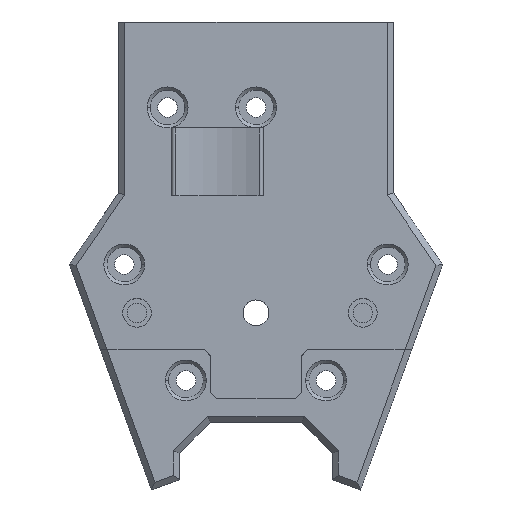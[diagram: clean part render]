
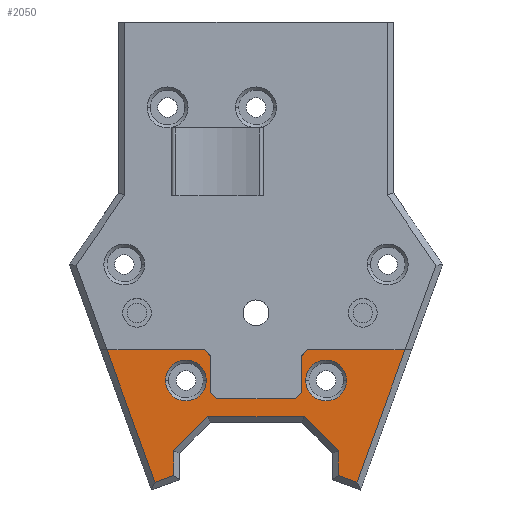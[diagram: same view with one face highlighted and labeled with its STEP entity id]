
A CAD part, top view. The second image highlights one B-rep face of the part: STEP entity #2050.
In plain terms, the highlighted planar face has unit normal (0, 0, 1).
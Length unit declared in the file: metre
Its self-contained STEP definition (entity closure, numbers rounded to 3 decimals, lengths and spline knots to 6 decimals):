
#69=PLANE('',#2261);
#131=LINE('',#3130,#318);
#135=LINE('',#3139,#322);
#139=LINE('',#3148,#326);
#143=LINE('',#3157,#330);
#147=LINE('',#3176,#334);
#149=LINE('',#3179,#336);
#152=LINE('',#3183,#339);
#202=LINE('',#3334,#389);
#205=LINE('',#3340,#392);
#208=LINE('',#3346,#395);
#211=LINE('',#3352,#398);
#213=LINE('',#3357,#400);
#218=LINE('',#3367,#405);
#221=LINE('',#3373,#408);
#224=LINE('',#3379,#411);
#225=LINE('',#3381,#412);
#238=LINE('',#3424,#425);
#270=LINE('',#3487,#457);
#318=VECTOR('',#2486,1.);
#322=VECTOR('',#2492,1.);
#326=VECTOR('',#2498,1.);
#330=VECTOR('',#2504,1.);
#334=VECTOR('',#2530,1.);
#336=VECTOR('',#2534,1.);
#339=VECTOR('',#2539,1.);
#389=VECTOR('',#2683,1.);
#392=VECTOR('',#2688,1.);
#395=VECTOR('',#2693,1.);
#398=VECTOR('',#2698,1.);
#400=VECTOR('',#2702,1.);
#405=VECTOR('',#2709,1.);
#408=VECTOR('',#2714,1.);
#411=VECTOR('',#2719,1.);
#412=VECTOR('',#2722,1.);
#425=VECTOR('',#2779,1.);
#457=VECTOR('',#2845,1.);
#859=ORIENTED_EDGE('',*,*,#1308,.F.);
#860=ORIENTED_EDGE('',*,*,#1063,.F.);
#861=ORIENTED_EDGE('',*,*,#1309,.F.);
#862=ORIENTED_EDGE('',*,*,#1059,.F.);
#863=ORIENTED_EDGE('',*,*,#1154,.T.);
#864=ORIENTED_EDGE('',*,*,#1139,.F.);
#865=ORIENTED_EDGE('',*,*,#1310,.F.);
#866=ORIENTED_EDGE('',*,*,#1237,.T.);
#867=ORIENTED_EDGE('',*,*,#1234,.T.);
#868=ORIENTED_EDGE('',*,*,#1231,.T.);
#869=ORIENTED_EDGE('',*,*,#1228,.T.);
#870=ORIENTED_EDGE('',*,*,#1251,.T.);
#871=ORIENTED_EDGE('',*,*,#1250,.T.);
#872=ORIENTED_EDGE('',*,*,#1247,.T.);
#873=ORIENTED_EDGE('',*,*,#1244,.T.);
#874=ORIENTED_EDGE('',*,*,#1239,.T.);
#875=ORIENTED_EDGE('',*,*,#1276,.F.);
#876=ORIENTED_EDGE('',*,*,#1135,.T.);
#877=ORIENTED_EDGE('',*,*,#1151,.F.);
#878=ORIENTED_EDGE('',*,*,#1131,.T.);
#879=ORIENTED_EDGE('',*,*,#1149,.F.);
#880=ORIENTED_EDGE('',*,*,#1127,.F.);
#1059=EDGE_CURVE('',#1350,#1351,#1529,.T.);
#1063=EDGE_CURVE('',#1354,#1355,#1531,.T.);
#1127=EDGE_CURVE('',#1412,#1413,#131,.T.);
#1131=EDGE_CURVE('',#1416,#1417,#135,.T.);
#1135=EDGE_CURVE('',#1420,#1421,#139,.T.);
#1139=EDGE_CURVE('',#1424,#1425,#143,.T.);
#1149=EDGE_CURVE('',#1413,#1417,#147,.T.);
#1151=EDGE_CURVE('',#1416,#1421,#149,.T.);
#1154=EDGE_CURVE('',#1412,#1425,#152,.T.);
#1228=EDGE_CURVE('',#1479,#1481,#202,.T.);
#1231=EDGE_CURVE('',#1482,#1479,#205,.T.);
#1234=EDGE_CURVE('',#1485,#1482,#208,.T.);
#1237=EDGE_CURVE('',#1486,#1485,#211,.T.);
#1239=EDGE_CURVE('',#1490,#1489,#213,.T.);
#1244=EDGE_CURVE('',#1493,#1490,#218,.T.);
#1247=EDGE_CURVE('',#1495,#1493,#221,.T.);
#1250=EDGE_CURVE('',#1496,#1495,#224,.T.);
#1251=EDGE_CURVE('',#1481,#1496,#225,.T.);
#1276=EDGE_CURVE('',#1420,#1489,#238,.T.);
#1308=EDGE_CURVE('',#1355,#1354,#1602,.T.);
#1309=EDGE_CURVE('',#1351,#1350,#1603,.T.);
#1310=EDGE_CURVE('',#1486,#1424,#270,.T.);
#1350=VERTEX_POINT('',#2981);
#1351=VERTEX_POINT('',#2983);
#1354=VERTEX_POINT('',#2990);
#1355=VERTEX_POINT('',#2992);
#1412=VERTEX_POINT('',#3131);
#1413=VERTEX_POINT('',#3132);
#1416=VERTEX_POINT('',#3140);
#1417=VERTEX_POINT('',#3141);
#1420=VERTEX_POINT('',#3149);
#1421=VERTEX_POINT('',#3150);
#1424=VERTEX_POINT('',#3158);
#1425=VERTEX_POINT('',#3159);
#1479=VERTEX_POINT('',#3329);
#1481=VERTEX_POINT('',#3333);
#1482=VERTEX_POINT('',#3337);
#1485=VERTEX_POINT('',#3344);
#1486=VERTEX_POINT('',#3349);
#1489=VERTEX_POINT('',#3356);
#1490=VERTEX_POINT('',#3358);
#1493=VERTEX_POINT('',#3365);
#1495=VERTEX_POINT('',#3371);
#1496=VERTEX_POINT('',#3376);
#1529=CIRCLE('',#2104,0.00335);
#1531=CIRCLE('',#2107,0.00335);
#1602=CIRCLE('',#2262,0.00335);
#1603=CIRCLE('',#2263,0.00335);
#1727=EDGE_LOOP('',(#859,#860));
#1728=EDGE_LOOP('',(#861,#862));
#1729=EDGE_LOOP('',(#863,#864,#865,#866,#867,#868,#869,#870,#871,#872,#873,
#874,#875,#876,#877,#878,#879,#880));
#1874=FACE_BOUND('',#1727,.T.);
#1875=FACE_BOUND('',#1728,.T.);
#1876=FACE_BOUND('',#1729,.T.);
#2050=ADVANCED_FACE('',(#1874,#1875,#1876),#69,.T.);
#2104=AXIS2_PLACEMENT_3D('',#2982,#2349,#2350);
#2107=AXIS2_PLACEMENT_3D('',#2991,#2357,#2358);
#2261=AXIS2_PLACEMENT_3D('',#3484,#2839,#2840);
#2262=AXIS2_PLACEMENT_3D('',#3485,#2841,#2842);
#2263=AXIS2_PLACEMENT_3D('',#3486,#2843,#2844);
#2349=DIRECTION('',(0.,0.,1.));
#2350=DIRECTION('',(1.,0.,0.));
#2357=DIRECTION('',(0.,0.,1.));
#2358=DIRECTION('',(1.,0.,0.));
#2486=DIRECTION('',(0.707,-0.707,0.));
#2492=DIRECTION('',(-0.707,-0.707,0.));
#2498=DIRECTION('',(-0.707,-0.707,0.));
#2504=DIRECTION('',(0.707,-0.707,0.));
#2530=DIRECTION('',(1.,0.,0.));
#2534=DIRECTION('',(0.,1.,0.));
#2539=DIRECTION('',(0.,1.,0.));
#2683=DIRECTION('',(0.707,0.707,0.));
#2688=DIRECTION('',(0.,1.,0.));
#2693=DIRECTION('',(0.94,0.342,0.));
#2698=DIRECTION('',(0.342,-0.94,0.));
#2702=DIRECTION('',(0.342,0.94,0.));
#2709=DIRECTION('',(0.94,-0.342,0.));
#2714=DIRECTION('',(0.,-1.,0.));
#2719=DIRECTION('',(0.707,-0.707,0.));
#2722=DIRECTION('',(1.,0.,0.));
#2779=DIRECTION('',(1.,0.,0.));
#2839=DIRECTION('',(0.,0.,1.));
#2840=DIRECTION('',(1.,0.,0.));
#2841=DIRECTION('',(0.,0.,1.));
#2842=DIRECTION('',(1.,0.,0.));
#2843=DIRECTION('',(0.,0.,1.));
#2844=DIRECTION('',(1.,0.,0.));
#2845=DIRECTION('',(1.,0.,0.));
#2981=CARTESIAN_POINT('',(0.211854,0.138233,0.148238));
#2982=CARTESIAN_POINT('',(0.215204,0.138233,0.148238));
#2983=CARTESIAN_POINT('',(0.218554,0.138233,0.148238));
#2990=CARTESIAN_POINT('',(0.234841,0.138233,0.148238));
#2991=CARTESIAN_POINT('',(0.238191,0.138233,0.148238));
#2992=CARTESIAN_POINT('',(0.241541,0.138233,0.148238));
#3130=CARTESIAN_POINT('',(0.219283,0.136233,0.148238));
#3131=CARTESIAN_POINT('',(0.219283,0.136233,0.148238));
#3132=CARTESIAN_POINT('',(0.220283,0.135233,0.148238));
#3139=CARTESIAN_POINT('',(0.233111,0.135233,0.148238));
#3140=CARTESIAN_POINT('',(0.234111,0.136233,0.148238));
#3141=CARTESIAN_POINT('',(0.233111,0.135233,0.148238));
#3148=CARTESIAN_POINT('',(0.238601,0.146723,0.148238));
#3149=CARTESIAN_POINT('',(0.235111,0.143233,0.148238));
#3150=CARTESIAN_POINT('',(0.234111,0.142233,0.148238));
#3157=CARTESIAN_POINT('',(0.214793,0.146723,0.148238));
#3158=CARTESIAN_POINT('',(0.218283,0.143233,0.148238));
#3159=CARTESIAN_POINT('',(0.219283,0.142233,0.148238));
#3176=CARTESIAN_POINT('',(0.226697,0.135233,0.148238));
#3179=CARTESIAN_POINT('',(0.234111,0.135233,0.148238));
#3183=CARTESIAN_POINT('',(0.219283,0.135233,0.148238));
#3329=CARTESIAN_POINT('',(0.213197,0.126725,0.148238));
#3333=CARTESIAN_POINT('',(0.218783,0.132311,0.148238));
#3334=CARTESIAN_POINT('',(0.217797,0.131325,0.148238));
#3337=CARTESIAN_POINT('',(0.213197,0.122678,0.148238));
#3340=CARTESIAN_POINT('',(0.213197,0.126311,0.148238));
#3344=CARTESIAN_POINT('',(0.210153,0.12157,0.148238));
#3346=CARTESIAN_POINT('',(0.236672,0.131222,0.148238));
#3349=CARTESIAN_POINT('',(0.202268,0.143233,0.148238));
#3352=CARTESIAN_POINT('',(0.200178,0.148974,0.148238));
#3356=CARTESIAN_POINT('',(0.251127,0.143233,0.148238));
#3357=CARTESIAN_POINT('',(0.253216,0.148974,0.148238));
#3358=CARTESIAN_POINT('',(0.243242,0.12157,0.148238));
#3365=CARTESIAN_POINT('',(0.240197,0.122678,0.148238));
#3367=CARTESIAN_POINT('',(0.216723,0.131222,0.148238));
#3371=CARTESIAN_POINT('',(0.240197,0.126725,0.148238));
#3373=CARTESIAN_POINT('',(0.240197,0.158627,0.148238));
#3376=CARTESIAN_POINT('',(0.234611,0.132311,0.148238));
#3379=CARTESIAN_POINT('',(0.217497,0.149426,0.148238));
#3381=CARTESIAN_POINT('',(0.226457,0.132311,0.148238));
#3424=CARTESIAN_POINT('',(0.226697,0.143233,0.148238));
#3484=CARTESIAN_POINT('',(0.226697,0.158627,0.148238));
#3485=CARTESIAN_POINT('',(0.238191,0.138233,0.148238));
#3486=CARTESIAN_POINT('',(0.215204,0.138233,0.148238));
#3487=CARTESIAN_POINT('',(0.226697,0.143233,0.148238));
